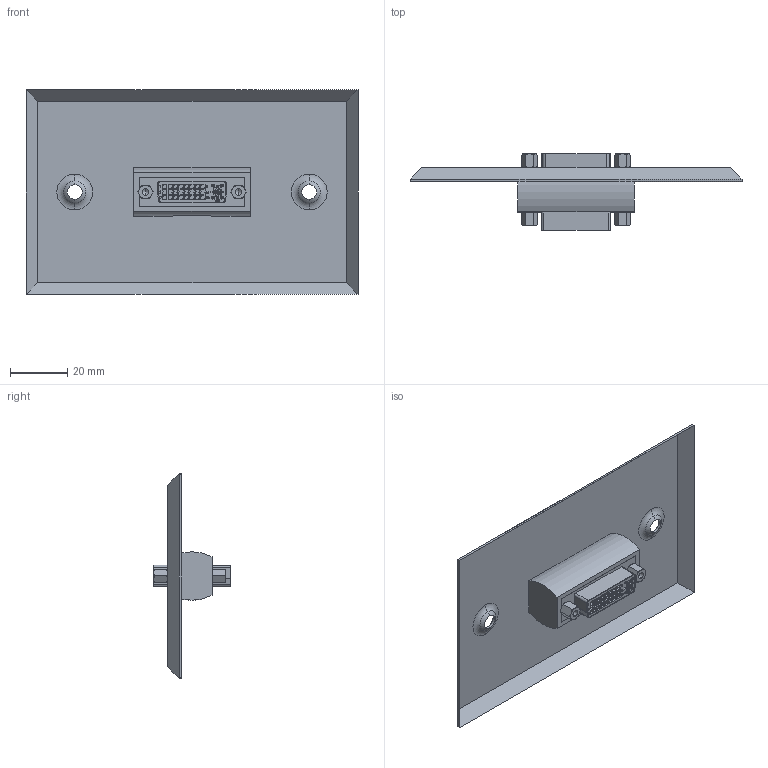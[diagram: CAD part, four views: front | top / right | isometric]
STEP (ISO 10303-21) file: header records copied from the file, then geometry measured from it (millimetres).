
FILE_DESCRIPTION (( 'STEP AP214' ), '1' );
FILE_NAME ('WPDVIFF.STEP', '2009-02-12T17:49:35', ( ' ' ), ( ' ' ), 'SwSTEP 2.0', 'SolidWorks 2008', '' );
FILE_SCHEMA (( 'AUTOMOTIVE_DESIGN' ));
Length unit declared in the file: inch
Products named in the file (6): DMB605FF_.040" offset; WPD115; DMB605FF-MA1; 3AB14-004; SDG250-MA1; WPDVIFF
Assembly tree (9 placements, depth 3):
  WPDVIFF
    DMB605FF_.040" offset
      SDG250-MA1  x4
      3AB14-004  x2
      DMB605FF-MA1
    WPD115
Bounding box: 116.08 x 26.7 x 71.63 mm (x, y, z)
Volume: 17197.3 mm3; surface area: 24908.7 mm2
Topology: 8 solids, 8 shells, 1623 faces, 4173 edges, 2690 vertices
Faces by surface type: plane 1062, bspline 228, cone 128, cylinder 125, sphere 64, torus 16
Entity records: 33430 total; most frequent: CARTESIAN_POINT 11610, ORIENTED_EDGE 4160, DIRECTION 3449, EDGE_CURVE 2080, VECTOR 1629, LINE 1629, VERTEX_POINT 1359, AXIS2_PLACEMENT_3D 910
